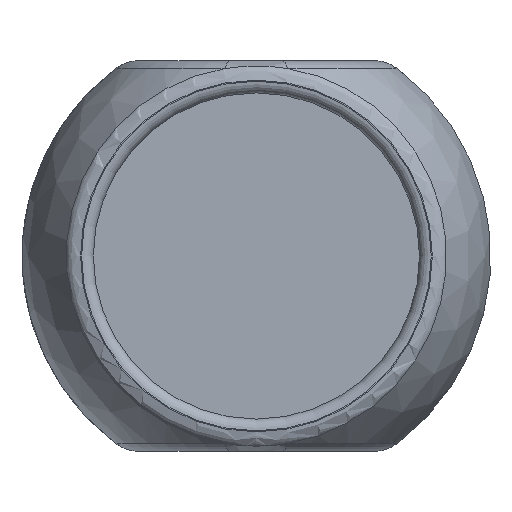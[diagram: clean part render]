
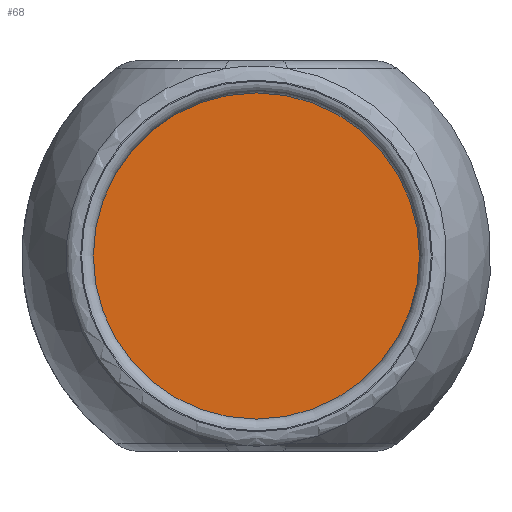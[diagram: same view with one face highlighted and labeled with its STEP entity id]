
A CAD part, left-side view. The second image highlights one B-rep face of the part: STEP entity #68.
In plain terms, the highlighted planar face has unit normal (-1, 0, 0).
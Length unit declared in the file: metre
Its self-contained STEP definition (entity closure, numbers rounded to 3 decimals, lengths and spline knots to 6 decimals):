
#68 = ADVANCED_FACE( '', ( #145 ), #146, .F. );
#145 = FACE_OUTER_BOUND( '', #289, .T. );
#146 = PLANE( '', #290 );
#289 = EDGE_LOOP( '', ( #479 ) );
#290 = AXIS2_PLACEMENT_3D( '', #480, #481, #482 );
#479 = ORIENTED_EDGE( '', *, *, #634, .F. );
#480 = CARTESIAN_POINT( '', ( -0.034, 0., 0. ) );
#481 = DIRECTION( '', ( 1., 0., 0. ) );
#482 = DIRECTION( '', ( 0., 1., 0. ) );
#634 = EDGE_CURVE( '', #735, #735, #736, .T. );
#735 = VERTEX_POINT( '', #882 );
#736 = CIRCLE( '', #883, 0.004175 );
#882 = CARTESIAN_POINT( '', ( -0.034, 0., -0.004175 ) );
#883 = AXIS2_PLACEMENT_3D( '', #1022, #1023, #1024 );
#1022 = CARTESIAN_POINT( '', ( -0.034, 0., 0. ) );
#1023 = DIRECTION( '', ( 1., 0., 0. ) );
#1024 = DIRECTION( '', ( 0., 0., -1. ) );
